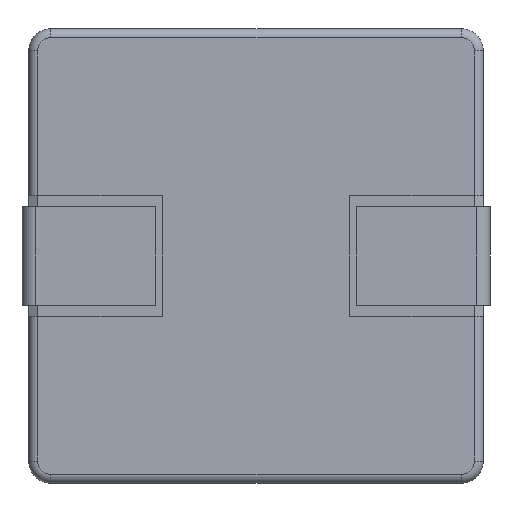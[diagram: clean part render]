
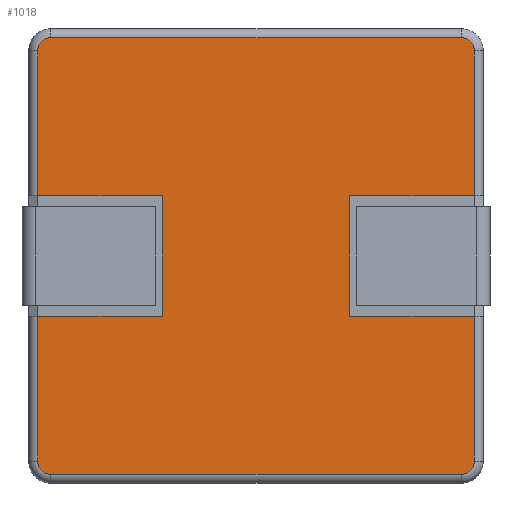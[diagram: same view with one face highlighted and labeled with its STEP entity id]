
A CAD part, front view. The second image highlights one B-rep face of the part: STEP entity #1018.
In plain terms, the highlighted planar face has unit normal (0, -1, 0).
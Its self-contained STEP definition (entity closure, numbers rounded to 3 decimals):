
#50 = EDGE_CURVE ( 'NONE', #1742, #1623, #223, .T. ) ;
#55 = EDGE_CURVE ( 'NONE', #1069, #600, #87, .T. ) ;
#68 = VERTEX_POINT ( 'NONE', #1567 ) ;
#84 = CARTESIAN_POINT ( 'NONE',  ( 2.1, 0.2, 1.35 ) ) ;
#87 = LINE ( 'NONE', #1611, #153 ) ;
#100 = DIRECTION ( 'NONE',  ( 0., 0., -1. ) ) ;
#102 = DIRECTION ( 'NONE',  ( 1., 0., 0. ) ) ;
#111 = CARTESIAN_POINT ( 'NONE',  ( -2.1, 0.2, -4.6 ) ) ;
#113 = LINE ( 'NONE', #1808, #1281 ) ;
#119 = CARTESIAN_POINT ( 'NONE',  ( 4.6, 0.2, 4.9 ) ) ;
#123 = CARTESIAN_POINT ( 'NONE',  ( -4.9, 0.2, 1.35 ) ) ;
#139 = EDGE_CURVE ( 'NONE', #600, #1502, #595, .T. ) ;
#147 = LINE ( 'NONE', #1641, #1270 ) ;
#150 = VECTOR ( 'NONE', #1142, 1000. ) ;
#153 = VECTOR ( 'NONE', #251, 1000. ) ;
#167 = CARTESIAN_POINT ( 'NONE',  ( -2.1, 0.2, -1.35 ) ) ;
#223 = LINE ( 'NONE', #1003, #1719 ) ;
#226 = CARTESIAN_POINT ( 'NONE',  ( 4.6, 0.2, 4.6 ) ) ;
#228 = LINE ( 'NONE', #951, #1228 ) ;
#251 = DIRECTION ( 'NONE',  ( 0., 0., -1. ) ) ;
#264 = CARTESIAN_POINT ( 'NONE',  ( -4.6, 0.2, 4.9 ) ) ;
#268 = VERTEX_POINT ( 'NONE', #1202 ) ;
#305 = ORIENTED_EDGE ( 'NONE', *, *, #1169, .T. ) ;
#336 = ORIENTED_EDGE ( 'NONE', *, *, #1918, .T. ) ;
#337 = VECTOR ( 'NONE', #1200, 1000. ) ;
#360 = DIRECTION ( 'NONE',  ( 1., 0., 0. ) ) ;
#407 = CARTESIAN_POINT ( 'NONE',  ( -2.1, 0.2, 1.35 ) ) ;
#410 = LINE ( 'NONE', #111, #1654 ) ;
#413 = DIRECTION ( 'NONE',  ( 0., 0., -1. ) ) ;
#443 = EDGE_LOOP ( 'NONE', ( #1419, #1638, #1054, #931, #1076, #336, #935, #305, #963, #1797, #507, #1306, #1167, #603, #1862, #531 ) ) ;
#445 = VERTEX_POINT ( 'NONE', #1264 ) ;
#498 = CARTESIAN_POINT ( 'NONE',  ( 4.9, 0.2, -4.6 ) ) ;
#506 = CIRCLE ( 'NONE', #537, 0.3 ) ;
#507 = ORIENTED_EDGE ( 'NONE', *, *, #1253, .T. ) ;
#531 = ORIENTED_EDGE ( 'NONE', *, *, #587, .T. ) ;
#537 = AXIS2_PLACEMENT_3D ( 'NONE', #1752, #1297, #1149 ) ;
#581 = DIRECTION ( 'NONE',  ( 1., 0., 0. ) ) ;
#587 = EDGE_CURVE ( 'NONE', #1329, #1517, #410, .T. ) ;
#595 = CIRCLE ( 'NONE', #652, 0.3 ) ;
#598 = LINE ( 'NONE', #861, #337 ) ;
#600 = VERTEX_POINT ( 'NONE', #893 ) ;
#603 = ORIENTED_EDGE ( 'NONE', *, *, #1801, .T. ) ;
#652 = AXIS2_PLACEMENT_3D ( 'NONE', #1932, #1477, #413 ) ;
#694 = FACE_OUTER_BOUND ( 'NONE', #443, .T. ) ;
#801 = CARTESIAN_POINT ( 'NONE',  ( -4.6, 0.2, 4.9 ) ) ;
#812 = LINE ( 'NONE', #1248, #1326 ) ;
#831 = EDGE_CURVE ( 'NONE', #268, #1416, #812, .T. ) ;
#861 = CARTESIAN_POINT ( 'NONE',  ( -4.6, 0.2, -1.35 ) ) ;
#864 = VERTEX_POINT ( 'NONE', #498 ) ;
#890 = DIRECTION ( 'NONE',  ( 0., 0., 1. ) ) ;
#893 = CARTESIAN_POINT ( 'NONE',  ( -4.9, 0.2, -4.6 ) ) ;
#894 = DIRECTION ( 'NONE',  ( 0., 0., -1. ) ) ;
#897 = EDGE_CURVE ( 'NONE', #1740, #268, #228, .T. ) ;
#931 = ORIENTED_EDGE ( 'NONE', *, *, #1847, .T. ) ;
#935 = ORIENTED_EDGE ( 'NONE', *, *, #50, .T. ) ;
#949 = DIRECTION ( 'NONE',  ( 0., -1., 0. ) ) ;
#951 = CARTESIAN_POINT ( 'NONE',  ( -4.6, 0.2, 1.35 ) ) ;
#958 = EDGE_CURVE ( 'NONE', #1341, #1931, #1495, .T. ) ;
#963 = ORIENTED_EDGE ( 'NONE', *, *, #897, .T. ) ;
#999 = PLANE ( 'NONE',  #1972 ) ;
#1003 = CARTESIAN_POINT ( 'NONE',  ( -4.6, 0.2, -1.35 ) ) ;
#1004 = AXIS2_PLACEMENT_3D ( 'NONE', #1179, #1949, #894 ) ;
#1018 = ADVANCED_FACE ( 'NONE', ( #694 ), #999, .T. ) ;
#1054 = ORIENTED_EDGE ( 'NONE', *, *, #139, .T. ) ;
#1056 = VERTEX_POINT ( 'NONE', #123 ) ;
#1069 = VERTEX_POINT ( 'NONE', #1334 ) ;
#1076 = ORIENTED_EDGE ( 'NONE', *, *, #1404, .T. ) ;
#1089 = CARTESIAN_POINT ( 'NONE',  ( 2.1, 0.2, -1.35 ) ) ;
#1096 = VECTOR ( 'NONE', #102, 1000. ) ;
#1130 = CIRCLE ( 'NONE', #1384, 0.3 ) ;
#1142 = DIRECTION ( 'NONE',  ( -1., 0., 0. ) ) ;
#1149 = DIRECTION ( 'NONE',  ( 0., 0., -1. ) ) ;
#1161 = DIRECTION ( 'NONE',  ( 0., 0., -1. ) ) ;
#1163 = CARTESIAN_POINT ( 'NONE',  ( -4.6, 0.2, -4.9 ) ) ;
#1167 = ORIENTED_EDGE ( 'NONE', *, *, #1819, .T. ) ;
#1169 = EDGE_CURVE ( 'NONE', #1623, #1740, #1379, .T. ) ;
#1179 = CARTESIAN_POINT ( 'NONE',  ( -4.6, 0.2, 4.6 ) ) ;
#1185 = CARTESIAN_POINT ( 'NONE',  ( 4.9, 0.2, 4.6 ) ) ;
#1198 = DIRECTION ( 'NONE',  ( 0., 0., 1. ) ) ;
#1200 = DIRECTION ( 'NONE',  ( -1., 0., 0. ) ) ;
#1202 = CARTESIAN_POINT ( 'NONE',  ( 4.9, 0.2, 1.35 ) ) ;
#1216 = VECTOR ( 'NONE', #890, 1000. ) ;
#1228 = VECTOR ( 'NONE', #360, 1000. ) ;
#1248 = CARTESIAN_POINT ( 'NONE',  ( 4.9, 0.2, -4.6 ) ) ;
#1253 = EDGE_CURVE ( 'NONE', #1416, #1341, #1130, .T. ) ;
#1264 = CARTESIAN_POINT ( 'NONE',  ( 4.6, 0.2, -4.9 ) ) ;
#1267 = DIRECTION ( 'NONE',  ( -1., 0., 0. ) ) ;
#1270 = VECTOR ( 'NONE', #581, 1000. ) ;
#1281 = VECTOR ( 'NONE', #1487, 1000. ) ;
#1288 = DIRECTION ( 'NONE',  ( 0., -1., 0. ) ) ;
#1297 = DIRECTION ( 'NONE',  ( 0., -1., 0. ) ) ;
#1306 = ORIENTED_EDGE ( 'NONE', *, *, #958, .T. ) ;
#1322 = CARTESIAN_POINT ( 'NONE',  ( -4.6, 0.2, -4.6 ) ) ;
#1326 = VECTOR ( 'NONE', #1427, 1000. ) ;
#1329 = VERTEX_POINT ( 'NONE', #407 ) ;
#1334 = CARTESIAN_POINT ( 'NONE',  ( -4.9, 0.2, -1.35 ) ) ;
#1341 = VERTEX_POINT ( 'NONE', #119 ) ;
#1379 = LINE ( 'NONE', #1700, #1578 ) ;
#1384 = AXIS2_PLACEMENT_3D ( 'NONE', #226, #949, #1412 ) ;
#1404 = EDGE_CURVE ( 'NONE', #445, #864, #506, .T. ) ;
#1412 = DIRECTION ( 'NONE',  ( 0., 0., -1. ) ) ;
#1416 = VERTEX_POINT ( 'NONE', #1185 ) ;
#1419 = ORIENTED_EDGE ( 'NONE', *, *, #1826, .T. ) ;
#1427 = DIRECTION ( 'NONE',  ( 0., 0., 1. ) ) ;
#1477 = DIRECTION ( 'NONE',  ( 0., -1., 0. ) ) ;
#1484 = EDGE_CURVE ( 'NONE', #1056, #1329, #147, .T. ) ;
#1487 = DIRECTION ( 'NONE',  ( 0., 0., -1. ) ) ;
#1495 = LINE ( 'NONE', #264, #150 ) ;
#1502 = VERTEX_POINT ( 'NONE', #1526 ) ;
#1517 = VERTEX_POINT ( 'NONE', #167 ) ;
#1526 = CARTESIAN_POINT ( 'NONE',  ( -4.6, 0.2, -4.9 ) ) ;
#1567 = CARTESIAN_POINT ( 'NONE',  ( -4.9, 0.2, 4.6 ) ) ;
#1578 = VECTOR ( 'NONE', #1198, 1000. ) ;
#1611 = CARTESIAN_POINT ( 'NONE',  ( -4.9, 0.2, -4.6 ) ) ;
#1623 = VERTEX_POINT ( 'NONE', #1089 ) ;
#1638 = ORIENTED_EDGE ( 'NONE', *, *, #55, .T. ) ;
#1641 = CARTESIAN_POINT ( 'NONE',  ( -4.6, 0.2, 1.35 ) ) ;
#1654 = VECTOR ( 'NONE', #1161, 1000. ) ;
#1700 = CARTESIAN_POINT ( 'NONE',  ( 2.1, 0.2, -4.6 ) ) ;
#1719 = VECTOR ( 'NONE', #1267, 1000. ) ;
#1740 = VERTEX_POINT ( 'NONE', #84 ) ;
#1742 = VERTEX_POINT ( 'NONE', #1898 ) ;
#1752 = CARTESIAN_POINT ( 'NONE',  ( 4.6, 0.2, -4.6 ) ) ;
#1792 = LINE ( 'NONE', #1814, #1216 ) ;
#1797 = ORIENTED_EDGE ( 'NONE', *, *, #831, .T. ) ;
#1801 = EDGE_CURVE ( 'NONE', #68, #1056, #113, .T. ) ;
#1808 = CARTESIAN_POINT ( 'NONE',  ( -4.9, 0.2, -4.6 ) ) ;
#1814 = CARTESIAN_POINT ( 'NONE',  ( 4.9, 0.2, -4.6 ) ) ;
#1819 = EDGE_CURVE ( 'NONE', #1931, #68, #1869, .T. ) ;
#1826 = EDGE_CURVE ( 'NONE', #1517, #1069, #598, .T. ) ;
#1847 = EDGE_CURVE ( 'NONE', #1502, #445, #1937, .T. ) ;
#1862 = ORIENTED_EDGE ( 'NONE', *, *, #1484, .T. ) ;
#1869 = CIRCLE ( 'NONE', #1004, 0.3 ) ;
#1898 = CARTESIAN_POINT ( 'NONE',  ( 4.9, 0.2, -1.35 ) ) ;
#1918 = EDGE_CURVE ( 'NONE', #864, #1742, #1792, .T. ) ;
#1931 = VERTEX_POINT ( 'NONE', #801 ) ;
#1932 = CARTESIAN_POINT ( 'NONE',  ( -4.6, 0.2, -4.6 ) ) ;
#1937 = LINE ( 'NONE', #1163, #1096 ) ;
#1949 = DIRECTION ( 'NONE',  ( 0., -1., 0. ) ) ;
#1972 = AXIS2_PLACEMENT_3D ( 'NONE', #1322, #1288, #100 ) ;
